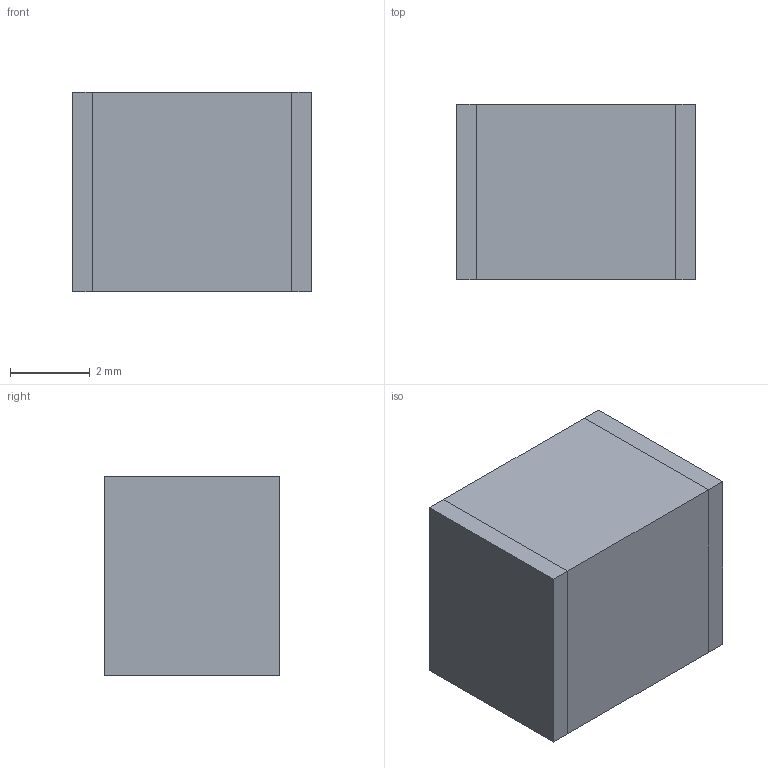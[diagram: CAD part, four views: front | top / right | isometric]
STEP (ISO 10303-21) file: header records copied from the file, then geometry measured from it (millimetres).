
FILE_DESCRIPTION (( 'STEP AP214' ), '1' );
FILE_NAME ('LDEDD4100KA0N00.STEP', '2018-03-29T01:30:14', ( 'Windows User' ), ( 'Colorado State University' ), 'SwSTEP 2.0', 'SolidWorks 2016', '' );
FILE_SCHEMA (( 'AUTOMOTIVE_DESIGN' ));
Length unit declared in the file: inch
Products named in the file (3): LDEDD4100KA0N00; contact; body
Assembly tree (3 placements, depth 2):
  LDEDD4100KA0N00
    contact  x2
    body
Bounding box: 6 x 4.4 x 5 mm (x, y, z)
Volume: 132 mm3; surface area: 244.8 mm2
Topology: 3 solids, 3 shells, 18 faces, 36 edges, 24 vertices
Faces by surface type: plane 18
Entity records: 440 total; most frequent: DIRECTION 60, CARTESIAN_POINT 58, ORIENTED_EDGE 48, LINE 24, VECTOR 24, EDGE_CURVE 24, AXIS2_PLACEMENT_3D 18, VERTEX_POINT 16
